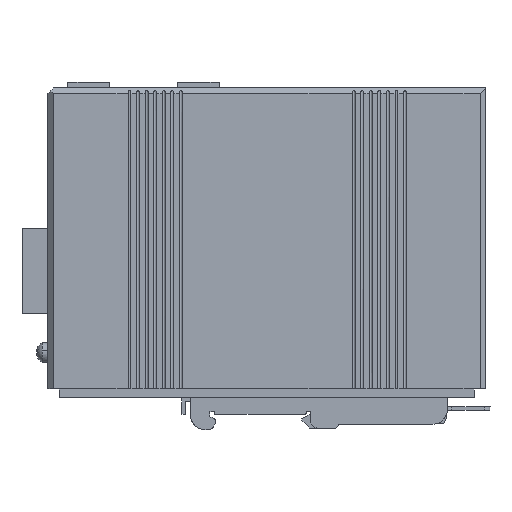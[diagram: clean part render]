
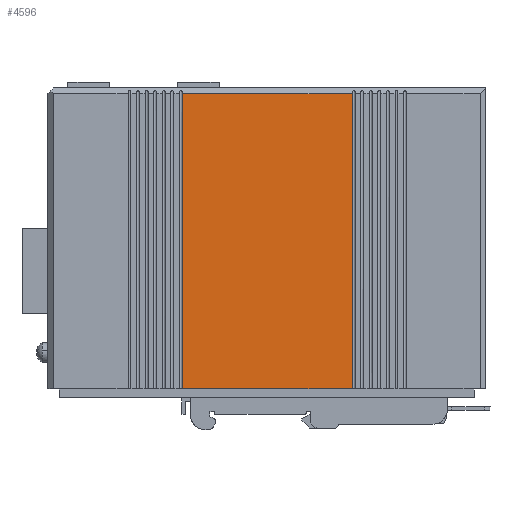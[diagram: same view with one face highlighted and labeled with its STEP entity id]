
A CAD part, left-side view. The second image highlights one B-rep face of the part: STEP entity #4596.
In plain terms, the highlighted planar face has unit normal (-1, 0, 0).
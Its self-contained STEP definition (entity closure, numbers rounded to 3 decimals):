
#3876=AXIS2_PLACEMENT_3D('Plane Axis2P3D',#3873,#3874,#3875) ;
#1464=CARTESIAN_POINT('Vertex',(0.,48.3,14.25)) ;
#1467=CARTESIAN_POINT('Line Origine',(0.,78.1,14.25)) ;
#1471=CARTESIAN_POINT('Vertex',(0.,107.9,14.25)) ;
#3873=CARTESIAN_POINT('Axis2P3D Location',(0.,3.45,14.25)) ;
#4562=CARTESIAN_POINT('Vertex',(0.,48.3,117.8)) ;
#4565=CARTESIAN_POINT('Line Origine',(0.,48.3,66.025)) ;
#4578=CARTESIAN_POINT('Line Origine',(0.,78.1,117.8)) ;
#4582=CARTESIAN_POINT('Vertex',(0.,107.9,117.8)) ;
#4585=CARTESIAN_POINT('Line Origine',(0.,107.9,66.025)) ;
#1468=DIRECTION('Vector Direction',(0.,1.,0.)) ;
#3874=DIRECTION('Axis2P3D Direction',(1.,0.,0.)) ;
#3875=DIRECTION('Axis2P3D XDirection',(0.,1.,0.)) ;
#4566=DIRECTION('Vector Direction',(0.,0.,1.)) ;
#4579=DIRECTION('Vector Direction',(0.,1.,0.)) ;
#4586=DIRECTION('Vector Direction',(0.,0.,1.)) ;
#1469=VECTOR('Line Direction',#1468,1.) ;
#4567=VECTOR('Line Direction',#4566,1.) ;
#4580=VECTOR('Line Direction',#4579,1.) ;
#4587=VECTOR('Line Direction',#4586,1.) ;
#4591=ORIENTED_EDGE('',*,*,#4584,.T.) ;
#4592=ORIENTED_EDGE('',*,*,#4589,.F.) ;
#4593=ORIENTED_EDGE('',*,*,#1473,.F.) ;
#4594=ORIENTED_EDGE('',*,*,#4569,.T.) ;
#4596=ADVANCED_FACE('SWITCH',(#4595),#3877,.F.) ;
#1473=EDGE_CURVE('',#1465,#1472,#1470,.T.) ;
#4569=EDGE_CURVE('',#1465,#4563,#4568,.T.) ;
#4584=EDGE_CURVE('',#4563,#4583,#4581,.T.) ;
#4589=EDGE_CURVE('',#1472,#4583,#4588,.T.) ;
#4590=EDGE_LOOP('',(#4591,#4592,#4593,#4594)) ;
#4595=FACE_OUTER_BOUND('',#4590,.T.) ;
#1470=LINE('Line',#1467,#1469) ;
#4568=LINE('Line',#4565,#4567) ;
#4581=LINE('Line',#4578,#4580) ;
#4588=LINE('Line',#4585,#4587) ;
#3877=PLANE('',#3876) ;
#1465=VERTEX_POINT('',#1464) ;
#1472=VERTEX_POINT('',#1471) ;
#4563=VERTEX_POINT('',#4562) ;
#4583=VERTEX_POINT('',#4582) ;
